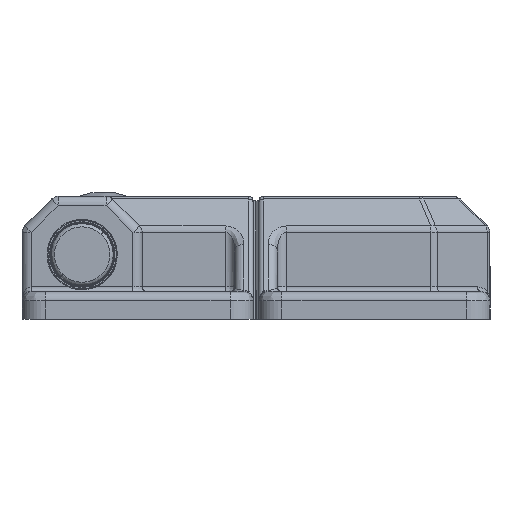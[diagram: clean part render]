
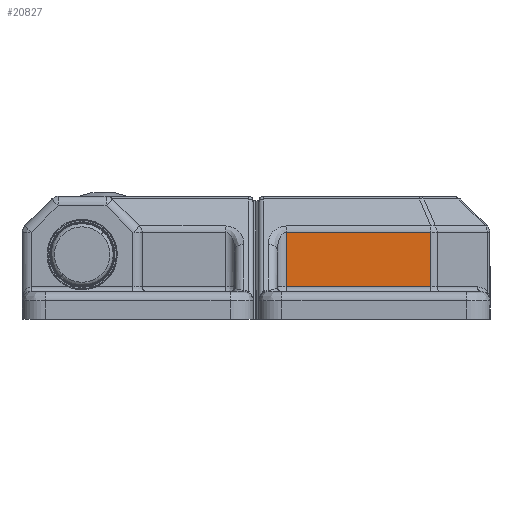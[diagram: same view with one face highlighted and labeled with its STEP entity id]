
A CAD part, left-side view. The second image highlights one B-rep face of the part: STEP entity #20827.
In plain terms, the highlighted face is planar.
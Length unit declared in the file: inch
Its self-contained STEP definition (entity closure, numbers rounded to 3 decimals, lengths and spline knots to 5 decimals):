
#1155 = VERTEX_POINT ( 'NONE', #21191 ) ;
#1719 = LINE ( 'NONE', #29086, #40942 ) ;
#3137 = DIRECTION ( 'NONE',  ( 0., 0., -1. ) ) ;
#3649 = VERTEX_POINT ( 'NONE', #14762 ) ;
#6726 = ORIENTED_EDGE ( 'NONE', *, *, #11568, .T. ) ;
#7186 = CARTESIAN_POINT ( 'NONE',  ( 3.07087, 0.74803, 0.36952 ) ) ;
#9346 = EDGE_CURVE ( 'NONE', #1155, #42025, #1719, .T. ) ;
#10489 = PLANE ( 'NONE',  #33416 ) ;
#10925 = EDGE_CURVE ( 'NONE', #42025, #41898, #37969, .T. ) ;
#11568 = EDGE_CURVE ( 'NONE', #1155, #3649, #36870, .T. ) ;
#13262 = DIRECTION ( 'NONE',  ( 0., 1., 0. ) ) ;
#14762 = CARTESIAN_POINT ( 'NONE',  ( 3.07087, 0.73172, 0.1378 ) ) ;
#15012 = LINE ( 'NONE', #29515, #16611 ) ;
#16611 = VECTOR ( 'NONE', #3137, 39.37008 ) ;
#18555 = DIRECTION ( 'NONE',  ( 0., 0., 1. ) ) ;
#19077 = VECTOR ( 'NONE', #13262, 39.37008 ) ;
#20647 = VECTOR ( 'NONE', #33684, 39.37008 ) ;
#20827 = ADVANCED_FACE ( 'NONE', ( #28483 ), #10489, .F. ) ;
#21191 = CARTESIAN_POINT ( 'NONE',  ( 3.07087, 0.11811, 0.1378 ) ) ;
#22583 = EDGE_LOOP ( 'NONE', ( #6726, #26833, #35006, #26759 ) ) ;
#23462 = CARTESIAN_POINT ( 'NONE',  ( 3.07087, 0.73172, 0.36952 ) ) ;
#23529 = CARTESIAN_POINT ( 'NONE',  ( 3.07087, 0.74803, 0.11811 ) ) ;
#25777 = EDGE_CURVE ( 'NONE', #41898, #3649, #15012, .T. ) ;
#26759 = ORIENTED_EDGE ( 'NONE', *, *, #9346, .F. ) ;
#26833 = ORIENTED_EDGE ( 'NONE', *, *, #25777, .F. ) ;
#28483 = FACE_OUTER_BOUND ( 'NONE', #22583, .T. ) ;
#29086 = CARTESIAN_POINT ( 'NONE',  ( 3.07087, 0.11811, 0.11811 ) ) ;
#29515 = CARTESIAN_POINT ( 'NONE',  ( 3.07087, 0.73172, 0.11811 ) ) ;
#29822 = CARTESIAN_POINT ( 'NONE',  ( 3.07087, 0.98425, 0.1378 ) ) ;
#33416 = AXIS2_PLACEMENT_3D ( 'NONE', #23529, #36995, #33767 ) ;
#33684 = DIRECTION ( 'NONE',  ( 0., 1., 0. ) ) ;
#33767 = DIRECTION ( 'NONE',  ( 0., 0., 1. ) ) ;
#35006 = ORIENTED_EDGE ( 'NONE', *, *, #10925, .F. ) ;
#36870 = LINE ( 'NONE', #29822, #19077 ) ;
#36995 = DIRECTION ( 'NONE',  ( -1., 0., 0. ) ) ;
#37936 = CARTESIAN_POINT ( 'NONE',  ( 3.07087, 0.11811, 0.36952 ) ) ;
#37969 = LINE ( 'NONE', #7186, #20647 ) ;
#40942 = VECTOR ( 'NONE', #18555, 39.37008 ) ;
#41898 = VERTEX_POINT ( 'NONE', #23462 ) ;
#42025 = VERTEX_POINT ( 'NONE', #37936 ) ;
